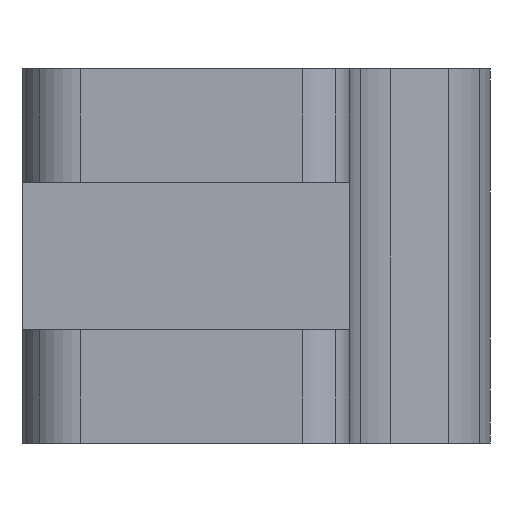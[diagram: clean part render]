
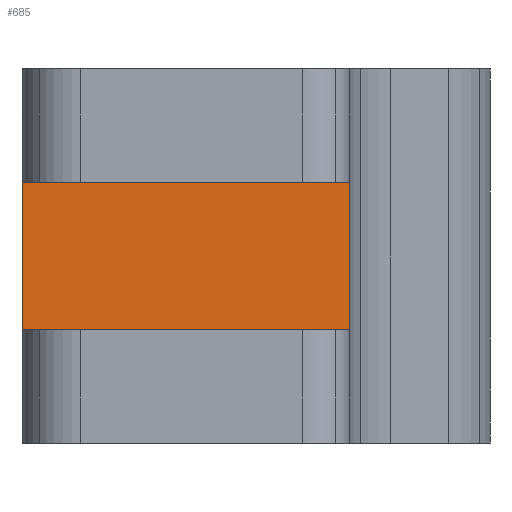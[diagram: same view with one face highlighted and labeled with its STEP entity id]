
A CAD part, left-side view. The second image highlights one B-rep face of the part: STEP entity #685.
In plain terms, the highlighted planar face has unit normal (-1, 0, 0).
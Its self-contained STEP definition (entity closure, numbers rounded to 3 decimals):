
#4 = VECTOR ( 'NONE', #53, 1000. ) ;
#6 = VECTOR ( 'NONE', #371, 1000. ) ;
#53 = DIRECTION ( 'NONE',  ( 0., 0., 1. ) ) ;
#141 = CARTESIAN_POINT ( 'NONE',  ( 2., 7.938, -8.85 ) ) ;
#180 = LINE ( 'NONE', #700, #6 ) ;
#237 = ORIENTED_EDGE ( 'NONE', *, *, #710, .T. ) ;
#259 = ORIENTED_EDGE ( 'NONE', *, *, #1233, .T. ) ;
#280 = DIRECTION ( 'NONE',  ( 0., 0., 1. ) ) ;
#312 = DIRECTION ( 'NONE',  ( -1., 0., 0. ) ) ;
#322 = EDGE_LOOP ( 'NONE', ( #424, #364, #237, #259 ) ) ;
#342 = LINE ( 'NONE', #559, #702 ) ;
#343 = EDGE_CURVE ( 'NONE', #936, #947, #342, .T. ) ;
#364 = ORIENTED_EDGE ( 'NONE', *, *, #343, .F. ) ;
#371 = DIRECTION ( 'NONE',  ( 0., 1., 0. ) ) ;
#411 = CARTESIAN_POINT ( 'NONE',  ( 2., -3.172, 0. ) ) ;
#424 = ORIENTED_EDGE ( 'NONE', *, *, #1291, .F. ) ;
#458 = DIRECTION ( 'NONE',  ( 0., 1., 0. ) ) ;
#559 = CARTESIAN_POINT ( 'NONE',  ( 2., -3.172, -8.85 ) ) ;
#582 = CARTESIAN_POINT ( 'NONE',  ( 2., -3.172, -8.85 ) ) ;
#599 = VECTOR ( 'NONE', #280, 1000. ) ;
#642 = LINE ( 'NONE', #867, #4 ) ;
#685 = ADVANCED_FACE ( 'NONE', ( #921 ), #732, .T. ) ;
#700 = CARTESIAN_POINT ( 'NONE',  ( 2., -3.172, -3.85 ) ) ;
#702 = VECTOR ( 'NONE', #458, 1000. ) ;
#710 = EDGE_CURVE ( 'NONE', #936, #990, #642, .T. ) ;
#732 = PLANE ( 'NONE',  #914 ) ;
#747 = CARTESIAN_POINT ( 'NONE',  ( 2., -3.172, -3.85 ) ) ;
#867 = CARTESIAN_POINT ( 'NONE',  ( 2., -3.172, 0. ) ) ;
#886 = LINE ( 'NONE', #1298, #599 ) ;
#914 = AXIS2_PLACEMENT_3D ( 'NONE', #411, #312, #1124 ) ;
#921 = FACE_OUTER_BOUND ( 'NONE', #322, .T. ) ;
#936 = VERTEX_POINT ( 'NONE', #582 ) ;
#947 = VERTEX_POINT ( 'NONE', #141 ) ;
#990 = VERTEX_POINT ( 'NONE', #747 ) ;
#1087 = CARTESIAN_POINT ( 'NONE',  ( 2., 7.938, -3.85 ) ) ;
#1124 = DIRECTION ( 'NONE',  ( 0., 0., 1. ) ) ;
#1233 = EDGE_CURVE ( 'NONE', #990, #1268, #180, .T. ) ;
#1268 = VERTEX_POINT ( 'NONE', #1087 ) ;
#1291 = EDGE_CURVE ( 'NONE', #947, #1268, #886, .T. ) ;
#1298 = CARTESIAN_POINT ( 'NONE',  ( 2., 7.938, 0. ) ) ;
